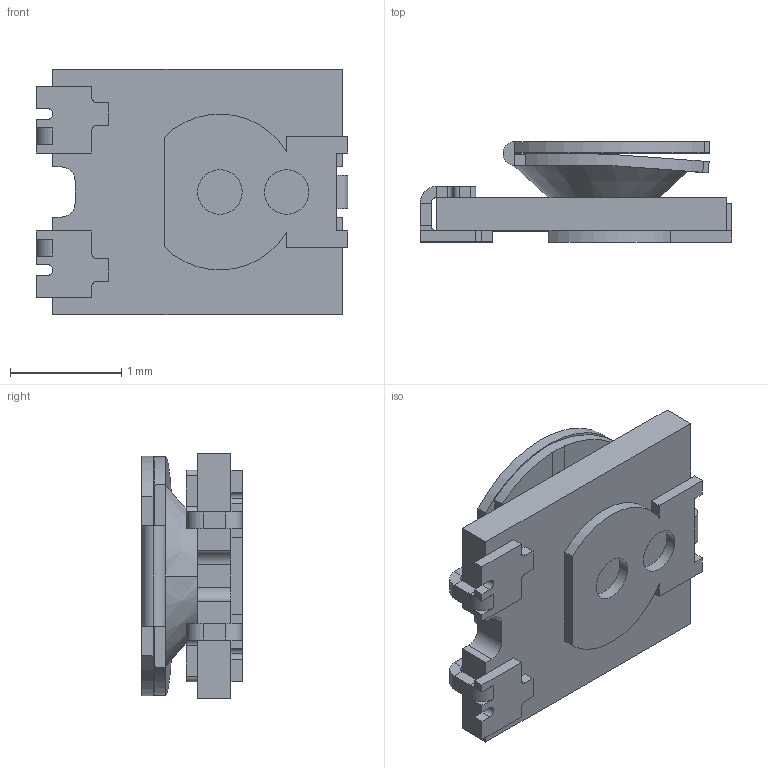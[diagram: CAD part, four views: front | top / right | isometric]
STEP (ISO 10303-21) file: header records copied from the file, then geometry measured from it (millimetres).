
FILE_DESCRIPTION (( 'STEP AP214' ), '1' );
FILE_NAME ('TC42X-2-101E.STEP', '2021-11-30T13:50:06', ( '' ), ( '' ), 'SwSTEP 2.0', 'SolidWorks 2020', '' );
FILE_SCHEMA (( 'AUTOMOTIVE_DESIGN' ));
Length unit declared in the file: millimetre
Products named in the file (1): TC42X-2-101E
Bounding box: 2.8 x 0.9 x 2.2 mm (x, y, z)
Volume: 2.7 mm3; surface area: 43.2 mm2
Topology: 6 solids, 6 shells, 244 faces, 652 edges, 420 vertices
Faces by surface type: plane 170, cylinder 63, bspline 7, cone 4
Entity records: 7656 total; most frequent: CARTESIAN_POINT 1470, ORIENTED_EDGE 1304, DIRECTION 1226, EDGE_CURVE 652, VECTOR 490, LINE 490, VERTEX_POINT 420, AXIS2_PLACEMENT_3D 368
